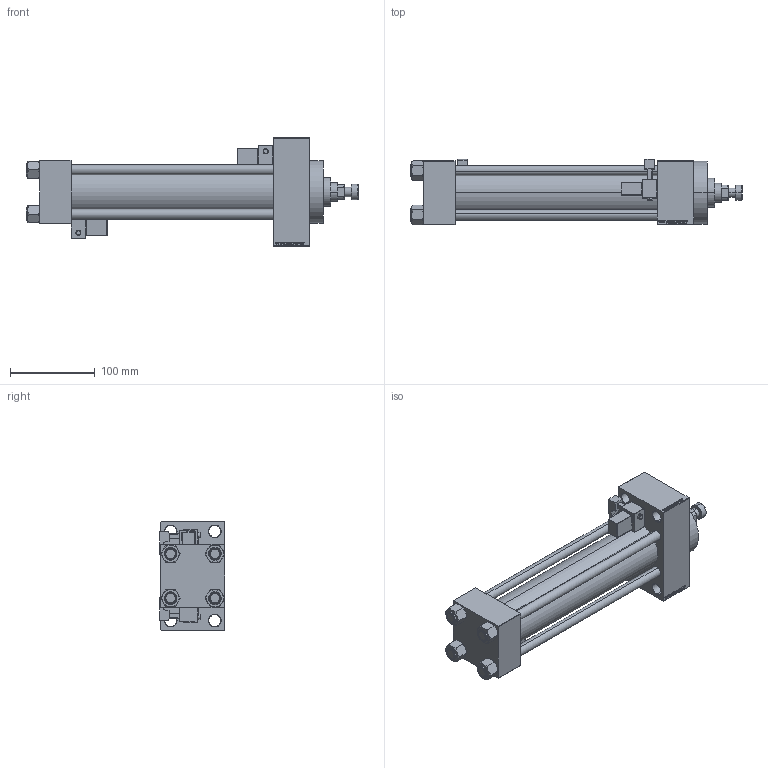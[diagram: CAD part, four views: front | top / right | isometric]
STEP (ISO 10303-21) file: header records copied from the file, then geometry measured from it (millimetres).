
FILE_DESCRIPTION (( 'STEP AP203' ), '1' );
FILE_NAME ('7186.STEP', '2023-11-28T13:06:41', ( '' ), ( '' ), 'SwSTEP 2.0', 'SolidWorks 2019', '' );
FILE_SCHEMA (( 'CONFIG_CONTROL_DESIGN' ));
Length unit declared in the file: millimetre
Products named in the file (8): V215CR_VCP_D 2fc791263b2185ce1e6ba172926a1f62; V215CR_MSU 2fc791263b2185ce1e6ba172926a1f62; V215CR_ROD_END_W 2fc791263b2185ce1e6ba172926a1f62; V215_VC_A 2fc791263b2185ce1e6ba172926a1f62; NUT_M5_D 2fc791263b2185ce1e6ba172926a1f62; V215CR_D_TYCINKA 2fc791263b2185ce1e6ba172926a1f62; V215CR_D_Body 2fc791263b2185ce1e6ba172926a1f62; 7186
Assembly tree (14 placements, depth 2):
  7186
    V215CR_D_Body 2fc791263b2185ce1e6ba172926a1f62
    V215CR_VCP_D 2fc791263b2185ce1e6ba172926a1f62
    NUT_M5_D 2fc791263b2185ce1e6ba172926a1f62  x4
    V215CR_D_TYCINKA 2fc791263b2185ce1e6ba172926a1f62  x4
    V215_VC_A 2fc791263b2185ce1e6ba172926a1f62
    V215CR_ROD_END_W 2fc791263b2185ce1e6ba172926a1f62
    V215CR_MSU 2fc791263b2185ce1e6ba172926a1f62  x2
Bounding box: 391 x 77.3 x 128 mm (x, y, z)
Volume: 1090256.6 mm3; surface area: 278021.3 mm2
Topology: 14 solids, 14 shells, 1272 faces, 3136 edges, 1989 vertices
Faces by surface type: plane 559, bspline 368, cylinder 153, cone 144, torus 24, sphere 24
Entity records: 49897 total; most frequent: CARTESIAN_POINT 25475, ORIENTED_EDGE 5382, DIRECTION 3667, EDGE_CURVE 2691, VERTEX_POINT 1749, LINE 1609, VECTOR 1609, EDGE_LOOP 1212
